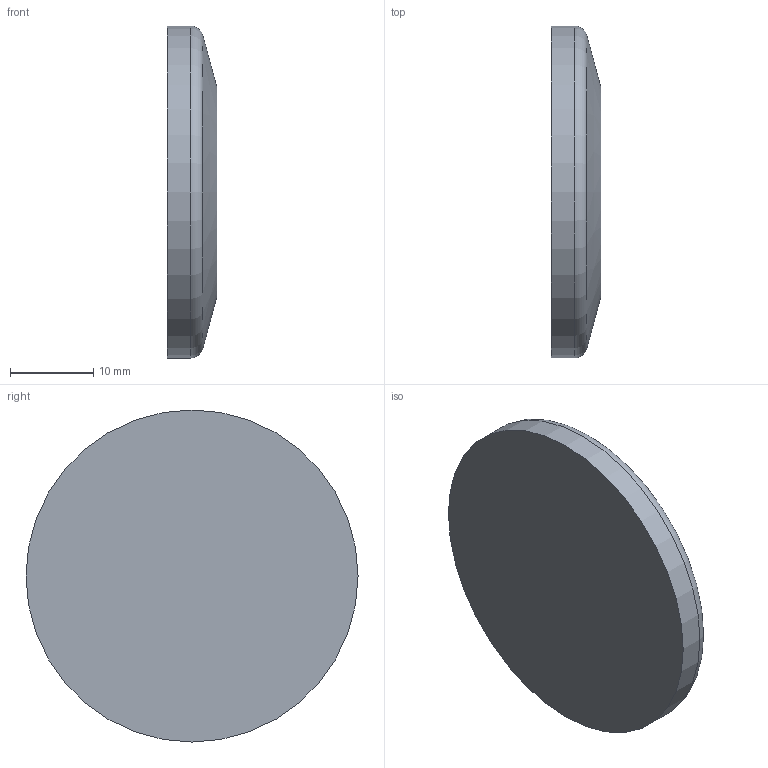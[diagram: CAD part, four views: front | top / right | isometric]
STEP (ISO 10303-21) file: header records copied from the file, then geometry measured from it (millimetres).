
FILE_DESCRIPTION(/* description */ (''),/* implementation_level */ '2;1');
FILE_NAME(/* name */ '32.025007.123.725',/* time_stamp */ '2019-04-15T16:45:22+02:00',/* author */ ('Murat Coskun Bicak'),/* organization */ ('Evac AG'),/* preprocessor_version */ 'ST-DEVELOPER v16.7',/* originating_system */ 'DEX',/* authorisation */ $);
FILE_SCHEMA (('AUTOMOTIVE_DESIGN {1 0 10303 214 3 1 1}'));
Length unit declared in the file: millimetre
Products named in the file (1): 32.025007.123.725
Bounding box: 6 x 40 x 40 mm (x, y, z)
Volume: 6689.7 mm3; surface area: 2999.9 mm2
Topology: 1 solids, 1 shells, 5 faces, 9 edges, 6 vertices
Faces by surface type: plane 2, cylinder 1, cone 1, torus 1
Full cylindrical faces by diameter (mm): 40 x1
Entity records: 124 total; most frequent: DIRECTION 20, CARTESIAN_POINT 14, AXIS2_PLACEMENT_3D 10, ORIENTED_EDGE 8, EDGE_LOOP 8, FACE_BOUND 8, ADVANCED_FACE 5, EDGE_CURVE 4
